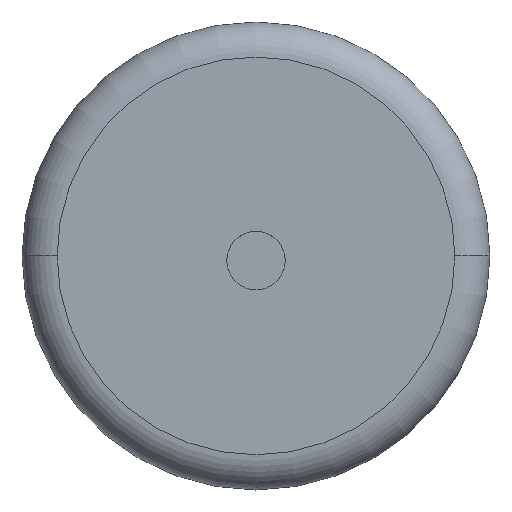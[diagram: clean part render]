
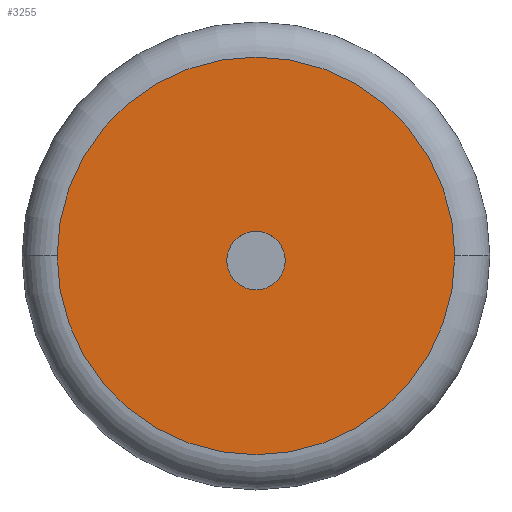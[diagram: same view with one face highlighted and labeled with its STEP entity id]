
A CAD part, top view. The second image highlights one B-rep face of the part: STEP entity #3255.
In plain terms, the highlighted face is planar.
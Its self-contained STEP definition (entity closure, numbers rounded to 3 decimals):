
#42 = VERTEX_POINT ( 'NONE', #2955 ) ;
#86 = CARTESIAN_POINT ( 'NONE',  ( 0., -26., 5. ) ) ;
#98 = FACE_BOUND ( 'NONE', #2469, .T. ) ;
#132 = CARTESIAN_POINT ( 'NONE',  ( 0., -26., 5.399 ) ) ;
#481 = CARTESIAN_POINT ( 'NONE',  ( -17., -26., 5. ) ) ;
#500 = DIRECTION ( 'NONE',  ( 0., -1., 0. ) ) ;
#542 = FACE_OUTER_BOUND ( 'NONE', #5372, .T. ) ;
#572 = ORIENTED_EDGE ( 'NONE', *, *, #1641, .T. ) ;
#575 = DIRECTION ( 'NONE',  ( 0., -1., 0. ) ) ;
#941 = CARTESIAN_POINT ( 'NONE',  ( 0., -26., 5. ) ) ;
#1002 = DIRECTION ( 'NONE',  ( -1., 0., 0. ) ) ;
#1514 = AXIS2_PLACEMENT_3D ( 'NONE', #86, #500, #5511 ) ;
#1515 = AXIS2_PLACEMENT_3D ( 'NONE', #3919, #6354, #5940 ) ;
#1529 = ORIENTED_EDGE ( 'NONE', *, *, #3214, .F. ) ;
#1553 = CARTESIAN_POINT ( 'NONE',  ( 0., -26., 5. ) ) ;
#1641 = EDGE_CURVE ( 'NONE', #6148, #2053, #5870, .T. ) ;
#1716 = AXIS2_PLACEMENT_3D ( 'NONE', #132, #3602, #1002 ) ;
#1913 = DIRECTION ( 'NONE',  ( -1., 0., 0. ) ) ;
#2053 = VERTEX_POINT ( 'NONE', #481 ) ;
#2469 = EDGE_LOOP ( 'NONE', ( #3037, #1529 ) ) ;
#2548 = VERTEX_POINT ( 'NONE', #4420 ) ;
#2860 = CIRCLE ( 'NONE', #1515, 2.5 ) ;
#2955 = CARTESIAN_POINT ( 'NONE',  ( -2.5, -26., 5.399 ) ) ;
#3037 = ORIENTED_EDGE ( 'NONE', *, *, #4078, .F. ) ;
#3214 = EDGE_CURVE ( 'NONE', #2548, #42, #2860, .T. ) ;
#3255 = ADVANCED_FACE ( 'NONE', ( #98, #542 ), #3403, .T. ) ;
#3403 = PLANE ( 'NONE',  #3900 ) ;
#3424 = EDGE_CURVE ( 'NONE', #2053, #6148, #3899, .T. ) ;
#3540 = DIRECTION ( 'NONE',  ( 0., -1., 0. ) ) ;
#3602 = DIRECTION ( 'NONE',  ( 0., -1., 0. ) ) ;
#3899 = CIRCLE ( 'NONE', #1514, 17. ) ;
#3900 = AXIS2_PLACEMENT_3D ( 'NONE', #1553, #575, #4882 ) ;
#3919 = CARTESIAN_POINT ( 'NONE',  ( 0., -26., 5.399 ) ) ;
#3928 = AXIS2_PLACEMENT_3D ( 'NONE', #941, #3540, #1913 ) ;
#4078 = EDGE_CURVE ( 'NONE', #42, #2548, #5835, .T. ) ;
#4420 = CARTESIAN_POINT ( 'NONE',  ( 2.5, -26., 5.399 ) ) ;
#4882 = DIRECTION ( 'NONE',  ( -1., 0., 0. ) ) ;
#4921 = ORIENTED_EDGE ( 'NONE', *, *, #3424, .T. ) ;
#4991 = CARTESIAN_POINT ( 'NONE',  ( 17., -26., 5. ) ) ;
#5372 = EDGE_LOOP ( 'NONE', ( #4921, #572 ) ) ;
#5511 = DIRECTION ( 'NONE',  ( -1., 0., 0. ) ) ;
#5835 = CIRCLE ( 'NONE', #1716, 2.5 ) ;
#5870 = CIRCLE ( 'NONE', #3928, 17. ) ;
#5940 = DIRECTION ( 'NONE',  ( -1., 0., 0. ) ) ;
#6148 = VERTEX_POINT ( 'NONE', #4991 ) ;
#6354 = DIRECTION ( 'NONE',  ( 0., -1., 0. ) ) ;
